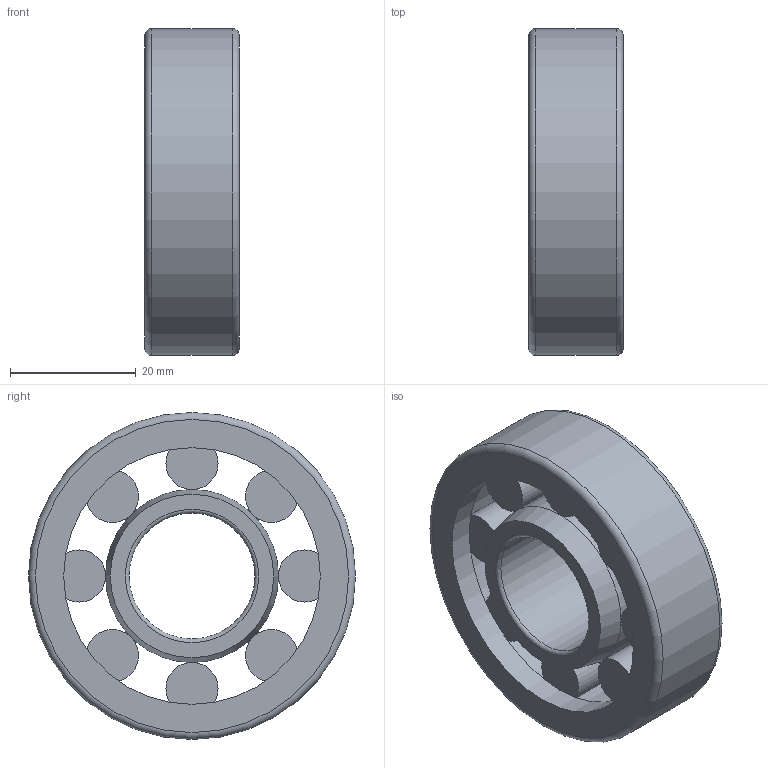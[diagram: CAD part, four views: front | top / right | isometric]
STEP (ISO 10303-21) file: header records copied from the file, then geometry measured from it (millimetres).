
FILE_DESCRIPTION(/* description */ ('STEP AP214'),/* implementation_level */ '2;1');
FILE_NAME(/* name */ 'NU304EA',/* time_stamp */ '2025-09-08T16:21:42+02:00',/* author */ ('License CC BY-ND 4.0'),/* organization */ ('CADENAS'),/* preprocessor_version */ 'ST-DEVELOPER v19.3',/* originating_system */ 'PARTsolutions',/* authorisation */ ' ');
FILE_SCHEMA (('AUTOMOTIVE_DESIGN {1 0 10303 214 3 1 1}'));
Length unit declared in the file: millimetre
Products named in the file (4): NU304EA; NU304EA Inner ring; NU304EA Outer ring; NU304EA Roller
Assembly tree (10 placements, depth 2):
  NU304EA
    NU304EA Inner ring
    NU304EA Outer ring
    NU304EA Roller  x8
Bounding box: 15 x 52 x 52 mm (x, y, z)
Volume: 17574.3 mm3; surface area: 11338.8 mm2
Topology: 10 solids, 10 shells, 42 faces, 54 edges, 34 vertices
Faces by surface type: plane 22, cylinder 14, torus 4, cone 2
Full cylindrical faces by diameter (mm): 8.295 x8, 20 x1, 27.5 x1, 40.8 x2, 44.093 x1, 52 x1
Entity records: 579 total; most frequent: DIRECTION 104, CARTESIAN_POINT 72, AXIS2_PLACEMENT_3D 52, ORIENTED_EDGE 40, EDGE_LOOP 40, FACE_BOUND 40, ADVANCED_FACE 21, EDGE_CURVE 20
